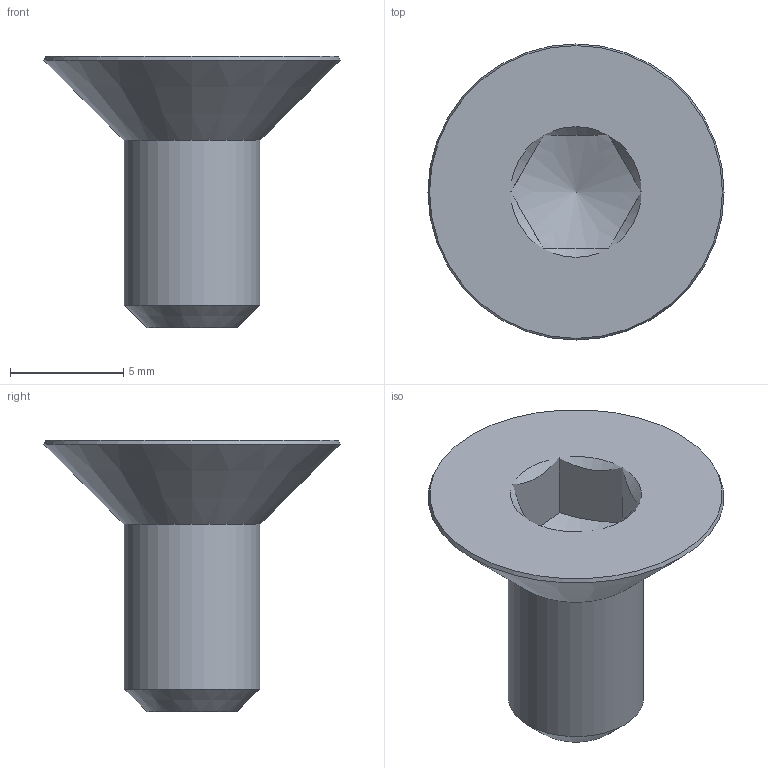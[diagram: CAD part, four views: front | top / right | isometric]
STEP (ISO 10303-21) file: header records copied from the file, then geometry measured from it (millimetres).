
FILE_DESCRIPTION(('FreeCAD Model'),'2;1');
FILE_NAME('ISO10642_Hex_Socket_Countersunk_Head_Screw_M6x12.step', '2013-08-03T03:46:37',('FreeCAD'),('FreeCAD'), 'Open CASCADE STEP processor 6.5','FreeCAD','Unknown');
FILE_SCHEMA(('AUTOMOTIVE_DESIGN_CC2 { 1 2 10303 214 -1 1 5 4 }'));
Length unit declared in the file: millimetre
Products named in the file (1): ISO10642_Hex_Socket_Countersunk_Head_Screw_M6x12
Bounding box: 13.09 x 13.09 x 12 mm (x, y, z)
Volume: 440.4 mm3; surface area: 513.5 mm2
Topology: 1 solids, 1 shells, 19 faces, 47 edges, 30 vertices
Faces by surface type: cone 10, plane 8, cylinder 1
Full cylindrical faces by diameter (mm): 6 x1
Entity records: 1231 total; most frequent: CARTESIAN_POINT 349, DIRECTION 149, ORIENTED_EDGE 92, PCURVE 92, DEFINITIONAL_REPRESENTATION 92, LINE 55, VECTOR 55, EDGE_CURVE 46
